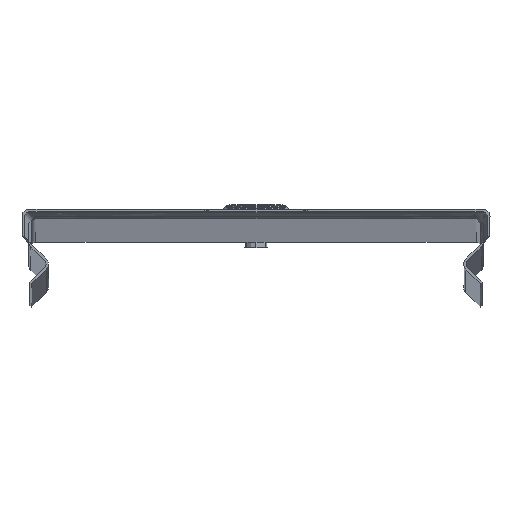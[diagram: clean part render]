
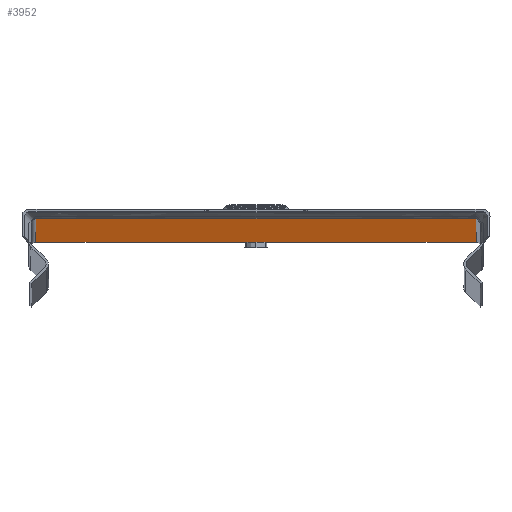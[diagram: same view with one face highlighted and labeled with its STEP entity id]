
A CAD part, top view. The second image highlights one B-rep face of the part: STEP entity #3952.
In plain terms, the highlighted planar face has unit normal (0, -1, 0).
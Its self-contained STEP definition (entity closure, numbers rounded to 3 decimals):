
#15 = CARTESIAN_POINT ( 'NONE',  ( -7.3, 0., -2955. ) ) ;
#89 = ORIENTED_EDGE ( 'NONE', *, *, #5495, .T. ) ;
#115 = ORIENTED_EDGE ( 'NONE', *, *, #1139, .T. ) ;
#291 = VECTOR ( 'NONE', #2005, 1000. ) ;
#307 = VERTEX_POINT ( 'NONE', #2063 ) ;
#310 = EDGE_CURVE ( 'NONE', #307, #2414, #2747, .T. ) ;
#342 = EDGE_CURVE ( 'NONE', #735, #1508, #367, .T. ) ;
#367 = LINE ( 'NONE', #1864, #3639 ) ;
#381 = EDGE_CURVE ( 'NONE', #1094, #1596, #3422, .T. ) ;
#708 = VERTEX_POINT ( 'NONE', #4245 ) ;
#721 = ORIENTED_EDGE ( 'NONE', *, *, #3471, .T. ) ;
#723 = EDGE_CURVE ( 'NONE', #1094, #3637, #3041, .T. ) ;
#735 = VERTEX_POINT ( 'NONE', #4404 ) ;
#755 = EDGE_CURVE ( 'NONE', #1596, #735, #1202, .T. ) ;
#793 = EDGE_CURVE ( 'NONE', #4913, #1375, #2601, .T. ) ;
#822 = EDGE_CURVE ( 'NONE', #3637, #1375, #2566, .T. ) ;
#987 = EDGE_LOOP ( 'NONE', ( #2600, #3876 ) ) ;
#1049 = CIRCLE ( 'NONE', #1156, 0.5 ) ;
#1058 = CARTESIAN_POINT ( 'NONE',  ( 11.061, 0., -2968.854 ) ) ;
#1094 = VERTEX_POINT ( 'NONE', #5624 ) ;
#1139 = EDGE_CURVE ( 'NONE', #708, #4913, #2766, .T. ) ;
#1156 = AXIS2_PLACEMENT_3D ( 'NONE', #4555, #4562, #4572 ) ;
#1174 = CARTESIAN_POINT ( 'NONE',  ( 10.5, 0., -2968.5 ) ) ;
#1202 = CIRCLE ( 'NONE', #3494, 0.5 ) ;
#1208 = VECTOR ( 'NONE', #5779, 1000. ) ;
#1323 = AXIS2_PLACEMENT_3D ( 'NONE', #4038, #3941, #4072 ) ;
#1375 = VERTEX_POINT ( 'NONE', #5621 ) ;
#1413 = CARTESIAN_POINT ( 'NONE',  ( -49., 0., 0. ) ) ;
#1508 = VERTEX_POINT ( 'NONE', #3996 ) ;
#1535 = FACE_BOUND ( 'NONE', #987, .T. ) ;
#1536 = DIRECTION ( 'NONE',  ( 0., 0., 1. ) ) ;
#1557 = DIRECTION ( 'NONE',  ( 0., 1., 0. ) ) ;
#1582 = CARTESIAN_POINT ( 'NONE',  ( -10.5, 0., -2969. ) ) ;
#1596 = VERTEX_POINT ( 'NONE', #3527 ) ;
#1599 = CARTESIAN_POINT ( 'NONE',  ( 49., 0., -2969. ) ) ;
#1660 = ORIENTED_EDGE ( 'NONE', *, *, #822, .F. ) ;
#1738 = VECTOR ( 'NONE', #4814, 1000. ) ;
#1791 = VERTEX_POINT ( 'NONE', #1174 ) ;
#1846 = VERTEX_POINT ( 'NONE', #1058 ) ;
#1864 = CARTESIAN_POINT ( 'NONE',  ( -11.207, 0., -2969. ) ) ;
#1919 = CARTESIAN_POINT ( 'NONE',  ( 0., 0., -2955. ) ) ;
#1927 = DIRECTION ( 'NONE',  ( 0., 1., 0. ) ) ;
#1937 = DIRECTION ( 'NONE',  ( -1., 0., 0. ) ) ;
#1961 = DIRECTION ( 'NONE',  ( 0.707, 0., 0.707 ) ) ;
#2005 = DIRECTION ( 'NONE',  ( 1., 0., 0. ) ) ;
#2063 = CARTESIAN_POINT ( 'NONE',  ( 7.3, 0., -2955. ) ) ;
#2100 = ORIENTED_EDGE ( 'NONE', *, *, #755, .T. ) ;
#2113 = LINE ( 'NONE', #5345, #5210 ) ;
#2221 = CARTESIAN_POINT ( 'NONE',  ( -50., 0., -2969. ) ) ;
#2252 = AXIS2_PLACEMENT_3D ( 'NONE', #4195, #4142, #4146 ) ;
#2414 = VERTEX_POINT ( 'NONE', #15 ) ;
#2566 = LINE ( 'NONE', #4775, #1738 ) ;
#2600 = ORIENTED_EDGE ( 'NONE', *, *, #5520, .T. ) ;
#2601 = LINE ( 'NONE', #4563, #4415 ) ;
#2747 = CIRCLE ( 'NONE', #5640, 7.3 ) ;
#2766 = LINE ( 'NONE', #5665, #1208 ) ;
#3007 = ORIENTED_EDGE ( 'NONE', *, *, #793, .T. ) ;
#3041 = LINE ( 'NONE', #4290, #3602 ) ;
#3146 = ORIENTED_EDGE ( 'NONE', *, *, #4003, .T. ) ;
#3277 = CIRCLE ( 'NONE', #2252, 7.3 ) ;
#3360 = EDGE_CURVE ( 'NONE', #1846, #708, #4267, .T. ) ;
#3422 = LINE ( 'NONE', #2221, #291 ) ;
#3428 = LINE ( 'NONE', #4495, #3487 ) ;
#3471 = EDGE_CURVE ( 'NONE', #1508, #4753, #3891, .T. ) ;
#3487 = VECTOR ( 'NONE', #4481, 1000. ) ;
#3494 = AXIS2_PLACEMENT_3D ( 'NONE', #4517, #5211, #5185 ) ;
#3518 = EDGE_LOOP ( 'NONE', ( #3146, #4500, #115, #3007, #1660, #5467, #5746, #2100, #5018, #721, #89, #4523 ) ) ;
#3527 = CARTESIAN_POINT ( 'NONE',  ( -11.414, 0., -2969. ) ) ;
#3602 = VECTOR ( 'NONE', #4263, 1000. ) ;
#3637 = VERTEX_POINT ( 'NONE', #1413 ) ;
#3639 = VECTOR ( 'NONE', #1961, 1000. ) ;
#3724 = AXIS2_PLACEMENT_3D ( 'NONE', #1582, #1557, #1536 ) ;
#3876 = ORIENTED_EDGE ( 'NONE', *, *, #310, .T. ) ;
#3891 = CIRCLE ( 'NONE', #3724, 0.5 ) ;
#3941 = DIRECTION ( 'NONE',  ( 0., -1., 0. ) ) ;
#3952 = ADVANCED_FACE ( 'NONE', ( #1535, #4519 ), #4060, .T. ) ;
#3996 = CARTESIAN_POINT ( 'NONE',  ( -10.854, 0., -2968.646 ) ) ;
#4000 = EDGE_CURVE ( 'NONE', #1791, #5510, #1049, .T. ) ;
#4003 = EDGE_CURVE ( 'NONE', #5510, #1846, #3428, .T. ) ;
#4038 = CARTESIAN_POINT ( 'NONE',  ( 50., 0., -2969. ) ) ;
#4060 = PLANE ( 'NONE',  #1323 ) ;
#4072 = DIRECTION ( 'NONE',  ( 1., 0., 0. ) ) ;
#4142 = DIRECTION ( 'NONE',  ( 0., 1., 0. ) ) ;
#4146 = DIRECTION ( 'NONE',  ( -1., 0., 0. ) ) ;
#4195 = CARTESIAN_POINT ( 'NONE',  ( 0., 0., -2955. ) ) ;
#4245 = CARTESIAN_POINT ( 'NONE',  ( 11.414, 0., -2969. ) ) ;
#4263 = DIRECTION ( 'NONE',  ( 0., 0., 1. ) ) ;
#4267 = CIRCLE ( 'NONE', #4443, 0.5 ) ;
#4290 = CARTESIAN_POINT ( 'NONE',  ( -49., 0., -2969. ) ) ;
#4404 = CARTESIAN_POINT ( 'NONE',  ( -11.061, 0., -2968.854 ) ) ;
#4415 = VECTOR ( 'NONE', #4619, 1000. ) ;
#4443 = AXIS2_PLACEMENT_3D ( 'NONE', #4700, #4679, #4609 ) ;
#4481 = DIRECTION ( 'NONE',  ( 0.707, 0., -0.707 ) ) ;
#4495 = CARTESIAN_POINT ( 'NONE',  ( 11.207, 0., -2969. ) ) ;
#4500 = ORIENTED_EDGE ( 'NONE', *, *, #3360, .T. ) ;
#4517 = CARTESIAN_POINT ( 'NONE',  ( -11.414, 0., -2968.5 ) ) ;
#4519 = FACE_OUTER_BOUND ( 'NONE', #3518, .T. ) ;
#4523 = ORIENTED_EDGE ( 'NONE', *, *, #4000, .T. ) ;
#4555 = CARTESIAN_POINT ( 'NONE',  ( 10.5, 0., -2969. ) ) ;
#4562 = DIRECTION ( 'NONE',  ( 0., 1., 0. ) ) ;
#4563 = CARTESIAN_POINT ( 'NONE',  ( 49., 0., -2969. ) ) ;
#4572 = DIRECTION ( 'NONE',  ( 0., 0., 1. ) ) ;
#4609 = DIRECTION ( 'NONE',  ( 1., 0., 0. ) ) ;
#4619 = DIRECTION ( 'NONE',  ( 0., 0., 1. ) ) ;
#4679 = DIRECTION ( 'NONE',  ( 0., -1., 0. ) ) ;
#4700 = CARTESIAN_POINT ( 'NONE',  ( 11.414, 0., -2968.5 ) ) ;
#4753 = VERTEX_POINT ( 'NONE', #5502 ) ;
#4775 = CARTESIAN_POINT ( 'NONE',  ( 50., 0., 0. ) ) ;
#4814 = DIRECTION ( 'NONE',  ( 1., 0., 0. ) ) ;
#4913 = VERTEX_POINT ( 'NONE', #1599 ) ;
#5018 = ORIENTED_EDGE ( 'NONE', *, *, #342, .T. ) ;
#5185 = DIRECTION ( 'NONE',  ( 1., 0., 0. ) ) ;
#5210 = VECTOR ( 'NONE', #5447, 1000. ) ;
#5211 = DIRECTION ( 'NONE',  ( 0., -1., 0. ) ) ;
#5345 = CARTESIAN_POINT ( 'NONE',  ( -50., 0., -2968.5 ) ) ;
#5447 = DIRECTION ( 'NONE',  ( 1., 0., 0. ) ) ;
#5467 = ORIENTED_EDGE ( 'NONE', *, *, #723, .F. ) ;
#5495 = EDGE_CURVE ( 'NONE', #4753, #1791, #2113, .T. ) ;
#5502 = CARTESIAN_POINT ( 'NONE',  ( -10.5, 0., -2968.5 ) ) ;
#5510 = VERTEX_POINT ( 'NONE', #5592 ) ;
#5520 = EDGE_CURVE ( 'NONE', #2414, #307, #3277, .T. ) ;
#5592 = CARTESIAN_POINT ( 'NONE',  ( 10.854, 0., -2968.646 ) ) ;
#5621 = CARTESIAN_POINT ( 'NONE',  ( 49., 0., 0. ) ) ;
#5624 = CARTESIAN_POINT ( 'NONE',  ( -49., 0., -2969. ) ) ;
#5640 = AXIS2_PLACEMENT_3D ( 'NONE', #1919, #1927, #1937 ) ;
#5665 = CARTESIAN_POINT ( 'NONE',  ( -50., 0., -2969. ) ) ;
#5746 = ORIENTED_EDGE ( 'NONE', *, *, #381, .T. ) ;
#5779 = DIRECTION ( 'NONE',  ( 1., 0., 0. ) ) ;
